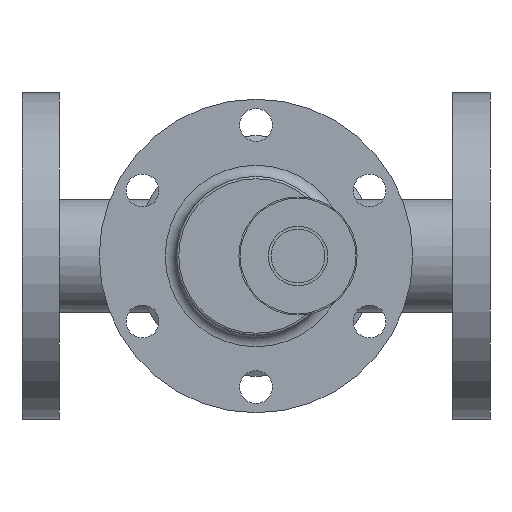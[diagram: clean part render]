
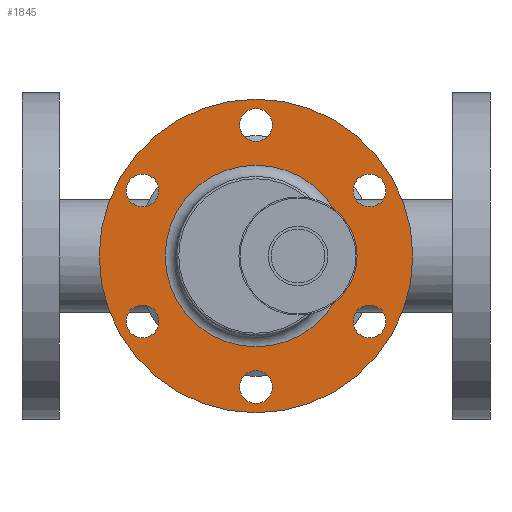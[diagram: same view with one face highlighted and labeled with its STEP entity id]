
A CAD part, left-side view. The second image highlights one B-rep face of the part: STEP entity #1845.
In plain terms, the highlighted planar face has unit normal (-1, 0, 0).
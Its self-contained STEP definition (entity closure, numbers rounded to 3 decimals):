
#282=FACE_BOUND('',#632,.T.);
#283=FACE_BOUND('',#633,.T.);
#284=FACE_BOUND('',#634,.T.);
#285=FACE_BOUND('',#635,.T.);
#286=FACE_BOUND('',#636,.T.);
#287=FACE_BOUND('',#637,.T.);
#288=FACE_BOUND('',#638,.T.);
#332=PLANE('',#2147);
#443=FACE_OUTER_BOUND('',#631,.T.);
#631=EDGE_LOOP('',(#1679));
#632=EDGE_LOOP('',(#1680));
#633=EDGE_LOOP('',(#1681));
#634=EDGE_LOOP('',(#1682));
#635=EDGE_LOOP('',(#1683));
#636=EDGE_LOOP('',(#1684));
#637=EDGE_LOOP('',(#1685));
#638=EDGE_LOOP('',(#1686,#1687));
#706=CIRCLE('',#1947,7.);
#710=CIRCLE('',#1953,7.);
#714=CIRCLE('',#1959,7.);
#718=CIRCLE('',#1965,7.);
#722=CIRCLE('',#1971,7.);
#726=CIRCLE('',#1977,7.);
#822=CIRCLE('',#2146,67.);
#823=CIRCLE('',#2148,38.798);
#824=CIRCLE('',#2149,38.798);
#876=VERTEX_POINT('',#2935);
#880=VERTEX_POINT('',#2947);
#884=VERTEX_POINT('',#2959);
#888=VERTEX_POINT('',#2971);
#892=VERTEX_POINT('',#2983);
#896=VERTEX_POINT('',#2995);
#985=VERTEX_POINT('',#3556);
#986=VERTEX_POINT('',#3560);
#987=VERTEX_POINT('',#3561);
#1059=EDGE_CURVE('',#876,#876,#706,.T.);
#1065=EDGE_CURVE('',#880,#880,#710,.T.);
#1071=EDGE_CURVE('',#884,#884,#714,.T.);
#1077=EDGE_CURVE('',#888,#888,#718,.T.);
#1083=EDGE_CURVE('',#892,#892,#722,.T.);
#1089=EDGE_CURVE('',#896,#896,#726,.T.);
#1223=EDGE_CURVE('',#985,#985,#822,.T.);
#1225=EDGE_CURVE('',#986,#987,#823,.T.);
#1226=EDGE_CURVE('',#987,#986,#824,.T.);
#1679=ORIENTED_EDGE('',*,*,#1223,.T.);
#1680=ORIENTED_EDGE('',*,*,#1059,.T.);
#1681=ORIENTED_EDGE('',*,*,#1065,.T.);
#1682=ORIENTED_EDGE('',*,*,#1071,.T.);
#1683=ORIENTED_EDGE('',*,*,#1077,.T.);
#1684=ORIENTED_EDGE('',*,*,#1083,.T.);
#1685=ORIENTED_EDGE('',*,*,#1089,.T.);
#1686=ORIENTED_EDGE('',*,*,#1225,.F.);
#1687=ORIENTED_EDGE('',*,*,#1226,.F.);
#1845=ADVANCED_FACE('',(#443,#282,#283,#284,#285,#286,#287,#288),#332,.T.);
#1947=AXIS2_PLACEMENT_3D('',#2936,#2328,#2329);
#1953=AXIS2_PLACEMENT_3D('',#2948,#2342,#2343);
#1959=AXIS2_PLACEMENT_3D('',#2960,#2356,#2357);
#1965=AXIS2_PLACEMENT_3D('',#2972,#2370,#2371);
#1971=AXIS2_PLACEMENT_3D('',#2984,#2384,#2385);
#1977=AXIS2_PLACEMENT_3D('',#2996,#2398,#2399);
#2146=AXIS2_PLACEMENT_3D('',#3557,#2765,#2766);
#2147=AXIS2_PLACEMENT_3D('',#3559,#2768,#2769);
#2148=AXIS2_PLACEMENT_3D('',#3562,#2770,#2771);
#2149=AXIS2_PLACEMENT_3D('',#3563,#2772,#2773);
#2328=DIRECTION('center_axis',(1.,0.,0.));
#2329=DIRECTION('ref_axis',(0.,0.,1.));
#2342=DIRECTION('center_axis',(1.,0.,0.));
#2343=DIRECTION('ref_axis',(0.,0.,1.));
#2356=DIRECTION('center_axis',(1.,0.,0.));
#2357=DIRECTION('ref_axis',(0.,0.,1.));
#2370=DIRECTION('center_axis',(1.,0.,0.));
#2371=DIRECTION('ref_axis',(0.,0.,1.));
#2384=DIRECTION('center_axis',(1.,0.,0.));
#2385=DIRECTION('ref_axis',(0.,0.,1.));
#2398=DIRECTION('center_axis',(1.,0.,0.));
#2399=DIRECTION('ref_axis',(0.,0.,1.));
#2765=DIRECTION('center_axis',(-1.,0.,0.));
#2766=DIRECTION('ref_axis',(0.,0.,1.));
#2768=DIRECTION('center_axis',(-1.,0.,0.));
#2769=DIRECTION('ref_axis',(0.,0.,1.));
#2770=DIRECTION('center_axis',(-1.,0.,0.));
#2771=DIRECTION('ref_axis',(0.,0.,1.));
#2772=DIRECTION('center_axis',(-1.,0.,0.));
#2773=DIRECTION('ref_axis',(0.,0.,1.));
#2935=CARTESIAN_POINT('',(-1020.,0.,-63.));
#2936=CARTESIAN_POINT('Origin',(-1020.,0.,-56.));
#2947=CARTESIAN_POINT('',(-1020.,48.497,21.));
#2948=CARTESIAN_POINT('Origin',(-1020.,48.497,28.));
#2959=CARTESIAN_POINT('',(-1020.,-48.497,21.));
#2960=CARTESIAN_POINT('Origin',(-1020.,-48.497,28.));
#2971=CARTESIAN_POINT('',(-1020.,-48.497,-35.));
#2972=CARTESIAN_POINT('Origin',(-1020.,-48.497,-28.));
#2983=CARTESIAN_POINT('',(-1020.,48.497,-35.));
#2984=CARTESIAN_POINT('Origin',(-1020.,48.497,-28.));
#2995=CARTESIAN_POINT('',(-1020.,0.,49.));
#2996=CARTESIAN_POINT('Origin',(-1020.,0.,56.));
#3556=CARTESIAN_POINT('',(-1020.,-67.,0.));
#3557=CARTESIAN_POINT('Origin',(-1020.,0.,0.));
#3559=CARTESIAN_POINT('Origin',(-1020.,38.798,0.));
#3560=CARTESIAN_POINT('',(-1020.002,38.798,0.));
#3561=CARTESIAN_POINT('',(-1020.002,0.,-38.798));
#3562=CARTESIAN_POINT('Origin',(-1020.002,0.,
0.));
#3563=CARTESIAN_POINT('Origin',(-1020.002,0.,
0.));
